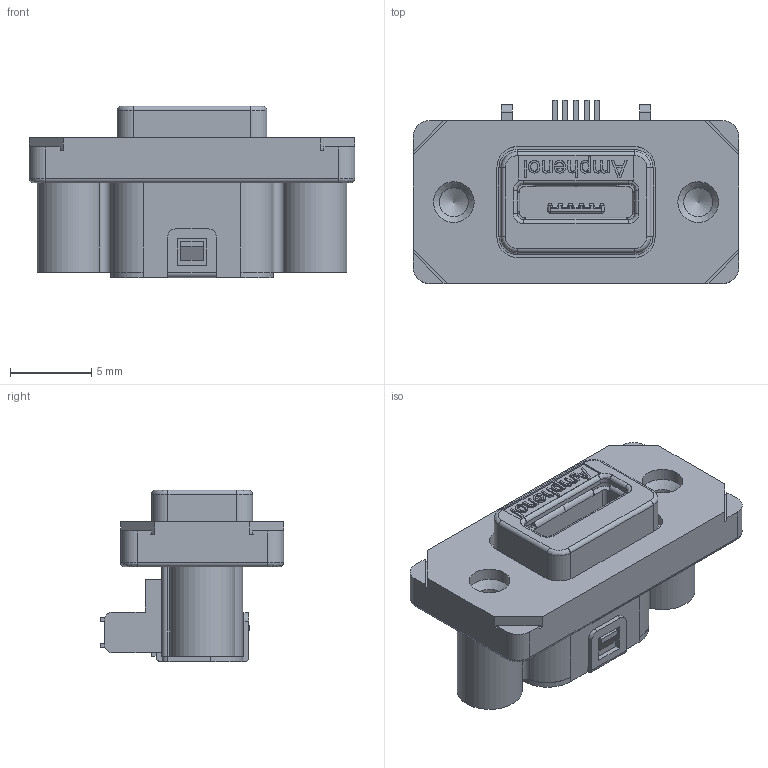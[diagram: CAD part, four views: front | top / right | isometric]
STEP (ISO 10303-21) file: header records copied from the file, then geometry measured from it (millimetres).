
FILE_DESCRIPTION (( 'STEP AP214' ), '1' );
FILE_NAME ('M-MUSB-K152-30-REVT3.STEP', '2014-06-03T13:46:43', ( '' ), ( '' ), 'SwSTEP 2.0', 'SolidWorks 2014', '' );
FILE_SCHEMA (( 'AUTOMOTIVE_DESIGN' ));
Length unit declared in the file: millimetre
Products named in the file (1): M-MUSB-K152-30-REVT3
Bounding box: 20 x 11.25 x 10.53 mm (x, y, z)
Volume: 1008 mm3; surface area: 1249.7 mm2
Topology: 1 solids, 1 shells, 492 faces, 1274 edges, 821 vertices
Faces by surface type: plane 310, cylinder 112, bspline 66, cone 4
Full cylindrical faces by diameter (mm): 0.4 x10, 1.778 x2, 2.5 x2
Entity records: 17264 total; most frequent: CARTESIAN_POINT 5610, ORIENTED_EDGE 2500, DIRECTION 2176, EDGE_CURVE 1250, LINE 910, VECTOR 910, VERTEX_POINT 819, AXIS2_PLACEMENT_3D 633
